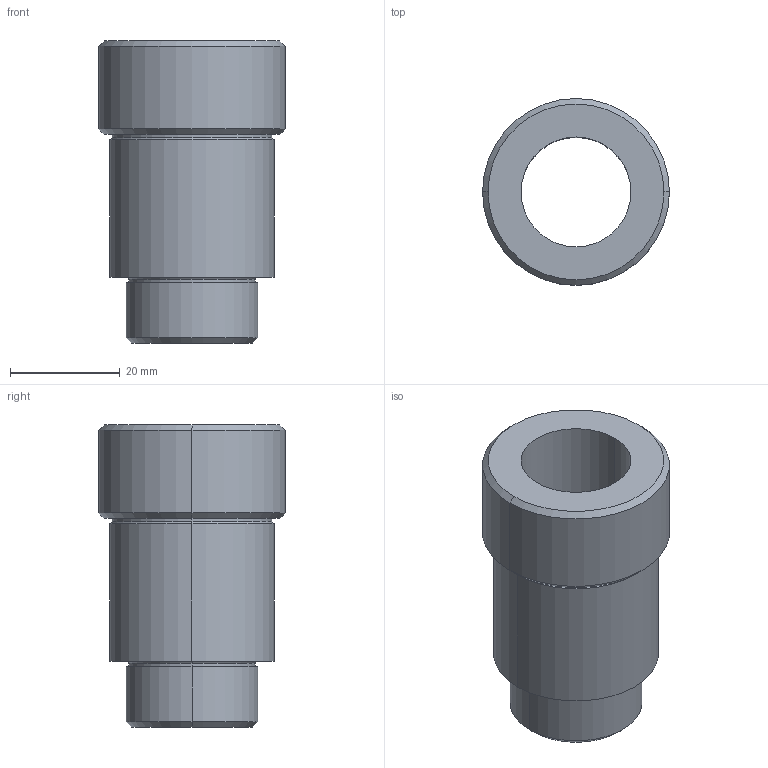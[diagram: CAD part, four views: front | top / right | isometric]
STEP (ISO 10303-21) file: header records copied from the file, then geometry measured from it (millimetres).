
FILE_DESCRIPTION (( 'STEP AP203' ), '1' );
FILE_NAME ('9258.STEP', '2024-01-08T12:25:38', ( '' ), ( '' ), 'SwSTEP 2.0', 'SolidWorks 2019', '' );
FILE_SCHEMA (( 'CONFIG_CONTROL_DESIGN' ));
Length unit declared in the file: millimetre
Products named in the file (1): 9258
Bounding box: 34 x 34 x 55 mm (x, y, z)
Volume: 21747.1 mm3; surface area: 9766.5 mm2
Topology: 1 solids, 1 shells, 27 faces, 54 edges, 32 vertices
Faces by surface type: cylinder 12, cone 6, plane 5, torus 4
Entity records: 789 total; most frequent: DIRECTION 146, CARTESIAN_POINT 114, ORIENTED_EDGE 108, AXIS2_PLACEMENT_3D 64, EDGE_CURVE 54, CIRCLE 36, VERTEX_POINT 32, EDGE_LOOP 32
